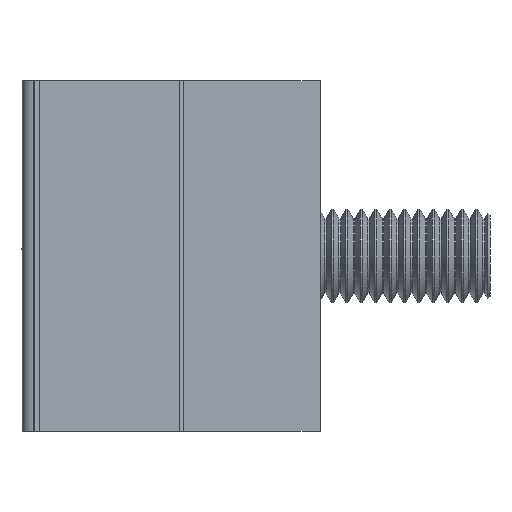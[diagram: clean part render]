
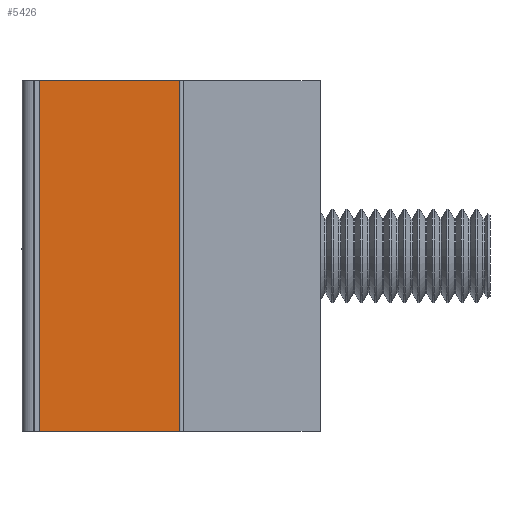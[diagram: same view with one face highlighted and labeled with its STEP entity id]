
A CAD part, left-side view. The second image highlights one B-rep face of the part: STEP entity #5426.
In plain terms, the highlighted planar face has unit normal (-1, 0, 0).
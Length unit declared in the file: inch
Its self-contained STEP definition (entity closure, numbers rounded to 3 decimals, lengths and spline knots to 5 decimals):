
#214 = DIRECTION ( 'NONE',  ( 0., -1., 0. ) ) ;
#215 = VECTOR ( 'NONE', #214, 39.37008 ) ;
#216 = CARTESIAN_POINT ( 'NONE',  ( -1.5, -0.75, 0.9375 ) ) ;
#217 = LINE ( 'NONE', #216, #215 ) ;
#218 = CARTESIAN_POINT ( 'NONE',  ( -1.5, -0.75, 0.9375 ) ) ;
#219 = DIRECTION ( 'NONE',  ( 0., 0., -1. ) ) ;
#220 = VECTOR ( 'NONE', #219, 39.37008 ) ;
#221 = CARTESIAN_POINT ( 'NONE',  ( -1.5, -0.75, 0.9375 ) ) ;
#222 = LINE ( 'NONE', #221, #220 ) ;
#223 = CARTESIAN_POINT ( 'NONE',  ( -1.5, -0.75, -0.9375 ) ) ;
#224 = DIRECTION ( 'NONE',  ( 0., -1., 0. ) ) ;
#225 = VECTOR ( 'NONE', #224, 39.37008 ) ;
#226 = CARTESIAN_POINT ( 'NONE',  ( -1.5, -0.75, -0.9375 ) ) ;
#227 = DIRECTION ( 'NONE',  ( 0., 0., -1. ) ) ;
#228 = DIRECTION ( 'NONE',  ( 1., 0., 0. ) ) ;
#229 = CARTESIAN_POINT ( 'NONE',  ( -1.5, -0.75, 0.9375 ) ) ;
#230 = AXIS2_PLACEMENT_3D ( 'NONE', #229, #228, #227 ) ;
#231 = LINE ( 'NONE', #226, #225 ) ;
#232 = PLANE ( 'NONE',  #230 ) ;
#233 = FACE_OUTER_BOUND ( 'NONE', #5427, .T. ) ;
#279 = CARTESIAN_POINT ( 'NONE',  ( -1.5, 0., -0.9375 ) ) ;
#3472 = CARTESIAN_POINT ( 'NONE',  ( -1.5, 0., 0.9375 ) ) ;
#3473 = DIRECTION ( 'NONE',  ( 0., 0., -1. ) ) ;
#3474 = VECTOR ( 'NONE', #3473, 39.37008 ) ;
#3475 = CARTESIAN_POINT ( 'NONE',  ( -1.5, 0., 0.9375 ) ) ;
#3476 = LINE ( 'NONE', #3475, #3474 ) ;
#5356 = EDGE_CURVE ( 'NONE', #5357, #5470, #3476, .T. ) ;
#5357 = VERTEX_POINT ( 'NONE', #3472 ) ;
#5426 = ADVANCED_FACE ( 'NONE', ( #233 ), #232, .F. ) ;
#5427 = EDGE_LOOP ( 'NONE', ( #5428, #5431, #5434, #5436 ) ) ;
#5428 = ORIENTED_EDGE ( 'NONE', *, *, #5429, .T. ) ;
#5429 = EDGE_CURVE ( 'NONE', #5470, #5430, #231, .T. ) ;
#5430 = VERTEX_POINT ( 'NONE', #223 ) ;
#5431 = ORIENTED_EDGE ( 'NONE', *, *, #5432, .F. ) ;
#5432 = EDGE_CURVE ( 'NONE', #5433, #5430, #222, .T. ) ;
#5433 = VERTEX_POINT ( 'NONE', #218 ) ;
#5434 = ORIENTED_EDGE ( 'NONE', *, *, #5435, .F. ) ;
#5435 = EDGE_CURVE ( 'NONE', #5357, #5433, #217, .T. ) ;
#5436 = ORIENTED_EDGE ( 'NONE', *, *, #5356, .T. ) ;
#5470 = VERTEX_POINT ( 'NONE', #279 ) ;
